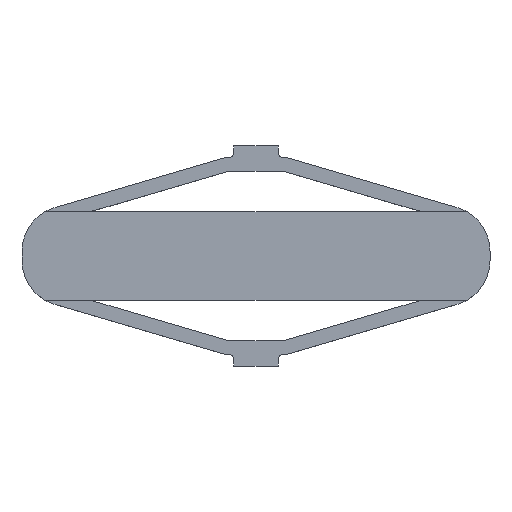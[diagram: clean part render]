
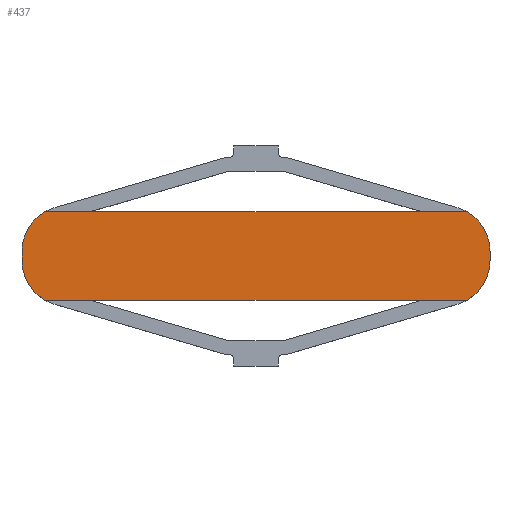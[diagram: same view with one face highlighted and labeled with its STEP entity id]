
A CAD part, top view. The second image highlights one B-rep face of the part: STEP entity #437.
In plain terms, the highlighted planar face has unit normal (0, 0, 1).
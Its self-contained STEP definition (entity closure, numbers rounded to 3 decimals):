
#166 = CARTESIAN_POINT ( 'NONE',  ( 26.538, -0.5, 4.5 ) ) ;
#228 = DIRECTION ( 'NONE',  ( 1., 0., 0. ) ) ;
#232 = CIRCLE ( 'NONE', #235, 5.216 ) ;
#235 = AXIS2_PLACEMENT_3D ( 'NONE', #241, #245, #228 ) ;
#241 = CARTESIAN_POINT ( 'NONE',  ( 21.322, 0.5, 4.5 ) ) ;
#245 = DIRECTION ( 'NONE',  ( 0., 0., 1. ) ) ;
#280 = DIRECTION ( 'NONE',  ( 0., 1., 0. ) ) ;
#281 = VECTOR ( 'NONE', #280, 1000. ) ;
#289 = CARTESIAN_POINT ( 'NONE',  ( 26.538, 0.5, 4.5 ) ) ;
#290 = CARTESIAN_POINT ( 'NONE',  ( 26.538, -0.5, 4.5 ) ) ;
#291 = LINE ( 'NONE', #290, #281 ) ;
#324 = CARTESIAN_POINT ( 'NONE',  ( 23.959, 5., 4.5 ) ) ;
#336 = DIRECTION ( 'NONE',  ( 0., 0., 1. ) ) ;
#337 = CARTESIAN_POINT ( 'NONE',  ( 21.322, -0.5, 4.5 ) ) ;
#341 = CARTESIAN_POINT ( 'NONE',  ( 23.959, -5., 4.5 ) ) ;
#350 = AXIS2_PLACEMENT_3D ( 'NONE', #337, #336, #387 ) ;
#387 = DIRECTION ( 'NONE',  ( 1., 0., 0. ) ) ;
#392 = CIRCLE ( 'NONE', #350, 5.216 ) ;
#428 = ORIENTED_EDGE ( 'NONE', *, *, #1015, .T. ) ;
#429 = ORIENTED_EDGE ( 'NONE', *, *, #439, .T. ) ;
#437 = ADVANCED_FACE ( 'NONE', ( #1160 ), #1060, .T. ) ;
#438 = ORIENTED_EDGE ( 'NONE', *, *, #596, .T. ) ;
#439 = EDGE_CURVE ( 'NONE', #981, #622, #1055, .T. ) ;
#442 = ORIENTED_EDGE ( 'NONE', *, *, #547, .T. ) ;
#446 = ORIENTED_EDGE ( 'NONE', *, *, #886, .T. ) ;
#447 = ORIENTED_EDGE ( 'NONE', *, *, #516, .T. ) ;
#448 = ORIENTED_EDGE ( 'NONE', *, *, #962, .T. ) ;
#497 = VERTEX_POINT ( 'NONE', #1147 ) ;
#516 = EDGE_CURVE ( 'NONE', #598, #518, #1032, .T. ) ;
#518 = VERTEX_POINT ( 'NONE', #1036 ) ;
#547 = EDGE_CURVE ( 'NONE', #518, #876, #1026, .T. ) ;
#596 = EDGE_CURVE ( 'NONE', #497, #598, #1394, .T. ) ;
#598 = VERTEX_POINT ( 'NONE', #1381 ) ;
#619 = EDGE_CURVE ( 'NONE', #622, #497, #1252, .T. ) ;
#622 = VERTEX_POINT ( 'NONE', #1234 ) ;
#756 = ORIENTED_EDGE ( 'NONE', *, *, #619, .T. ) ;
#876 = VERTEX_POINT ( 'NONE', #341 ) ;
#886 = EDGE_CURVE ( 'NONE', #876, #1184, #392, .T. ) ;
#904 = EDGE_LOOP ( 'NONE', ( #756, #438, #447, #442, #446, #428, #448, #429 ) ) ;
#962 = EDGE_CURVE ( 'NONE', #998, #981, #232, .T. ) ;
#981 = VERTEX_POINT ( 'NONE', #324 ) ;
#998 = VERTEX_POINT ( 'NONE', #289 ) ;
#1002 = AXIS2_PLACEMENT_3D ( 'NONE', #1053, #1052, #1051 ) ;
#1015 = EDGE_CURVE ( 'NONE', #1184, #998, #291, .T. ) ;
#1026 = LINE ( 'NONE', #1105, #1104 ) ;
#1031 = AXIS2_PLACEMENT_3D ( 'NONE', #1088, #1087, #1086 ) ;
#1032 = CIRCLE ( 'NONE', #1031, 5.216 ) ;
#1036 = CARTESIAN_POINT ( 'NONE',  ( -23.959, -5., 4.5 ) ) ;
#1044 = DIRECTION ( 'NONE',  ( -1., 0., 0. ) ) ;
#1045 = VECTOR ( 'NONE', #1044, 1000. ) ;
#1051 = DIRECTION ( 'NONE',  ( 1., 0., 0. ) ) ;
#1052 = DIRECTION ( 'NONE',  ( 0., 0., 1. ) ) ;
#1053 = CARTESIAN_POINT ( 'NONE',  ( -21.322, 0.5, 4.5 ) ) ;
#1054 = CARTESIAN_POINT ( 'NONE',  ( -23.959, 5., 4.5 ) ) ;
#1055 = LINE ( 'NONE', #1054, #1045 ) ;
#1060 = PLANE ( 'NONE',  #1002 ) ;
#1086 = DIRECTION ( 'NONE',  ( 1., 0., 0. ) ) ;
#1087 = DIRECTION ( 'NONE',  ( 0., 0., 1. ) ) ;
#1088 = CARTESIAN_POINT ( 'NONE',  ( -21.322, -0.5, 4.5 ) ) ;
#1103 = DIRECTION ( 'NONE',  ( 1., 0., 0. ) ) ;
#1104 = VECTOR ( 'NONE', #1103, 1000. ) ;
#1105 = CARTESIAN_POINT ( 'NONE',  ( -23.959, -5., 4.5 ) ) ;
#1147 = CARTESIAN_POINT ( 'NONE',  ( -26.538, 0.5, 4.5 ) ) ;
#1160 = FACE_OUTER_BOUND ( 'NONE', #904, .T. ) ;
#1184 = VERTEX_POINT ( 'NONE', #166 ) ;
#1227 = DIRECTION ( 'NONE',  ( 1., 0., 0. ) ) ;
#1228 = DIRECTION ( 'NONE',  ( 0., 0., 1. ) ) ;
#1229 = AXIS2_PLACEMENT_3D ( 'NONE', #1232, #1228, #1227 ) ;
#1232 = CARTESIAN_POINT ( 'NONE',  ( -21.322, 0.5, 4.5 ) ) ;
#1234 = CARTESIAN_POINT ( 'NONE',  ( -23.959, 5., 4.5 ) ) ;
#1252 = CIRCLE ( 'NONE', #1229, 5.216 ) ;
#1381 = CARTESIAN_POINT ( 'NONE',  ( -26.538, -0.5, 4.5 ) ) ;
#1382 = DIRECTION ( 'NONE',  ( 0., -1., 0. ) ) ;
#1383 = CARTESIAN_POINT ( 'NONE',  ( -26.538, -0.5, 4.5 ) ) ;
#1390 = VECTOR ( 'NONE', #1382, 1000. ) ;
#1394 = LINE ( 'NONE', #1383, #1390 ) ;
